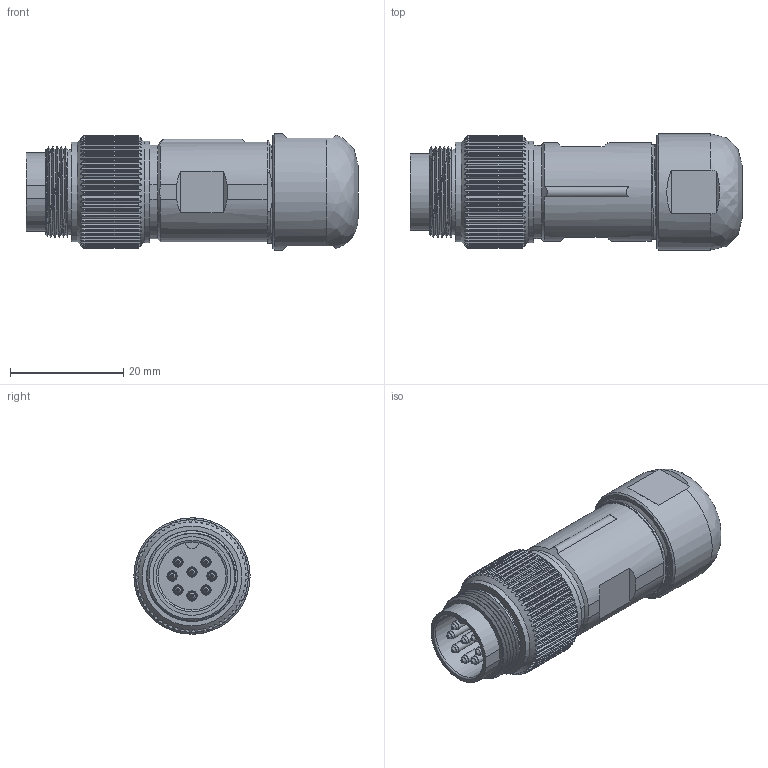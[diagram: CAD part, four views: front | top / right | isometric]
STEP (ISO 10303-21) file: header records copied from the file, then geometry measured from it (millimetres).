
FILE_DESCRIPTION(/* description */ (''),/* implementation_level */ '2;1');
FILE_NAME(/* name */ 'c091 31h008 100 4 unxc001-01.stp',/* time_stamp */ '2019-07-08T14:06:13+02:00',/* author */ (''),/* organization */ (''),/* preprocessor_version */ 'ST-DEVELOPER v16.7',/* originating_system */ 'SIEMENS PLM Software NX 12.0',/* authorisation */ '');
FILE_SCHEMA (('AUTOMOTIVE_DESIGN { 1 0 10303 214 3 1 1 1 }'));
Length unit declared in the file: millimetre
Products named in the file (1): c091 31h008 100 4 unxc001-01
Bounding box: 58.52 x 20.5 x 20.5 mm (x, y, z)
Volume: 14034.5 mm3; surface area: 5170.9 mm2
Topology: 1 solids, 1 shells, 521 faces, 1467 edges, 971 vertices
Faces by surface type: cylinder 289, plane 180, bspline 26, cone 25, torus 1
Full cylindrical faces by diameter (mm): 1.475 x8, 1.5 x8, 1.82 x8, 6.5 x1, 8.5 x1, 12 x1, 15 x5, 17.6 x1, 17.9 x1, 20.5 x1
Entity records: 19225 total; most frequent: CARTESIAN_POINT 7859, ORIENTED_EDGE 2682, DIRECTION 1787, EDGE_CURVE 1341, VERTEX_POINT 922, AXIS2_PLACEMENT_3D 738, B_SPLINE_CURVE_WITH_KNOTS 663, EDGE_LOOP 611
